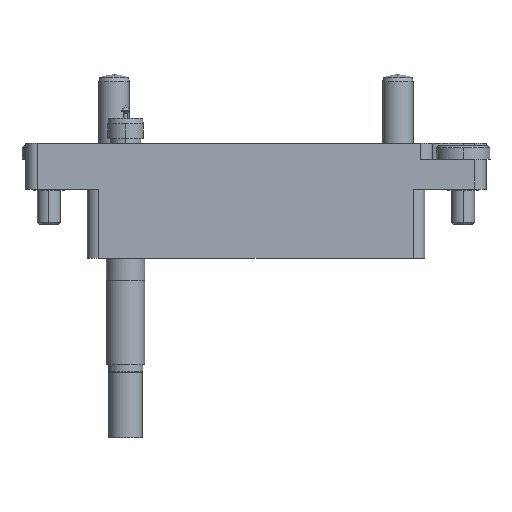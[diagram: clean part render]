
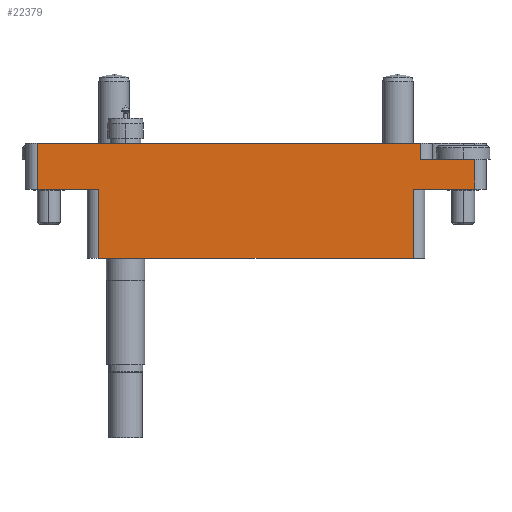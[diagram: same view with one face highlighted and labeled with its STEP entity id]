
A CAD part, left-side view. The second image highlights one B-rep face of the part: STEP entity #22379.
In plain terms, the highlighted face is planar.
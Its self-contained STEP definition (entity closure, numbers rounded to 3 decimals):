
#71 = CARTESIAN_POINT ( 'NONE',  ( -28.5, 0., 14.35 ) ) ;
#229 = DIRECTION ( 'NONE',  ( 0., -1., 0. ) ) ;
#289 = ORIENTED_EDGE ( 'NONE', *, *, #352, .F. ) ;
#293 = CARTESIAN_POINT ( 'NONE',  ( 28.5, 3.9, 14.35 ) ) ;
#352 = EDGE_CURVE ( 'NONE', #5684, #6861, #2794, .T. ) ;
#1886 = ORIENTED_EDGE ( 'NONE', *, *, #7633, .T. ) ;
#1959 = CARTESIAN_POINT ( 'NONE',  ( 20.5, 0., 14.35 ) ) ;
#2072 = LINE ( 'NONE', #1959, #4950 ) ;
#2112 = CARTESIAN_POINT ( 'NONE',  ( -28.5, 6., 14.35 ) ) ;
#2794 = LINE ( 'NONE', #14999, #8327 ) ;
#3174 = CARTESIAN_POINT ( 'NONE',  ( -30., 0., 14.35 ) ) ;
#3274 = CARTESIAN_POINT ( 'NONE',  ( -30., 6., 14.35 ) ) ;
#3389 = VERTEX_POINT ( 'NONE', #20293 ) ;
#3573 = DIRECTION ( 'NONE',  ( 0., 1., 0. ) ) ;
#3717 = CARTESIAN_POINT ( 'NONE',  ( -28.5, 0., 14.35 ) ) ;
#3729 = PLANE ( 'NONE',  #8688 ) ;
#4109 = VECTOR ( 'NONE', #12838, 1000. ) ;
#4311 = VERTEX_POINT ( 'NONE', #15649 ) ;
#4797 = VECTOR ( 'NONE', #7064, 1000. ) ;
#4906 = LINE ( 'NONE', #3274, #21699 ) ;
#4950 = VECTOR ( 'NONE', #16488, 1000. ) ;
#4992 = DIRECTION ( 'NONE',  ( 1., 0., 0. ) ) ;
#5532 = LINE ( 'NONE', #293, #4797 ) ;
#5684 = VERTEX_POINT ( 'NONE', #12573 ) ;
#6193 = CARTESIAN_POINT ( 'NONE',  ( 28.5, 0., 14.35 ) ) ;
#6239 = CARTESIAN_POINT ( 'NONE',  ( 20.5, -9., 14.35 ) ) ;
#6303 = ORIENTED_EDGE ( 'NONE', *, *, #7586, .T. ) ;
#6561 = FACE_OUTER_BOUND ( 'NONE', #12007, .T. ) ;
#6721 = VERTEX_POINT ( 'NONE', #9802 ) ;
#6728 = EDGE_CURVE ( 'NONE', #13344, #10838, #16941, .T. ) ;
#6752 = CARTESIAN_POINT ( 'NONE',  ( 30., 3.9, 14.35 ) ) ;
#6861 = VERTEX_POINT ( 'NONE', #71 ) ;
#7064 = DIRECTION ( 'NONE',  ( 0., 1., 0. ) ) ;
#7358 = EDGE_CURVE ( 'NONE', #19278, #6861, #22807, .T. ) ;
#7361 = DIRECTION ( 'NONE',  ( -1., 0., 0. ) ) ;
#7442 = ORIENTED_EDGE ( 'NONE', *, *, #21750, .F. ) ;
#7586 = EDGE_CURVE ( 'NONE', #6721, #12036, #16001, .T. ) ;
#7633 = EDGE_CURVE ( 'NONE', #5684, #3389, #11306, .T. ) ;
#8327 = VECTOR ( 'NONE', #9958, 1000. ) ;
#8401 = LINE ( 'NONE', #6752, #14273 ) ;
#8688 = AXIS2_PLACEMENT_3D ( 'NONE', #3174, #13725, #7361 ) ;
#9289 = ORIENTED_EDGE ( 'NONE', *, *, #18317, .T. ) ;
#9802 = CARTESIAN_POINT ( 'NONE',  ( 21.5, 3.9, 14.35 ) ) ;
#9958 = DIRECTION ( 'NONE',  ( -1., 0., 0. ) ) ;
#10211 = VECTOR ( 'NONE', #13710, 1000. ) ;
#10478 = VECTOR ( 'NONE', #229, 1000. ) ;
#10484 = EDGE_CURVE ( 'NONE', #16844, #3389, #19208, .T. ) ;
#10813 = VECTOR ( 'NONE', #13428, 1000. ) ;
#10838 = VERTEX_POINT ( 'NONE', #22425 ) ;
#11306 = LINE ( 'NONE', #20073, #4109 ) ;
#11558 = ORIENTED_EDGE ( 'NONE', *, *, #6728, .F. ) ;
#12007 = EDGE_LOOP ( 'NONE', ( #17731, #12257, #11558, #9289, #7442, #6303, #12121, #19977, #289, #1886 ) ) ;
#12036 = VERTEX_POINT ( 'NONE', #14274 ) ;
#12121 = ORIENTED_EDGE ( 'NONE', *, *, #21461, .F. ) ;
#12257 = ORIENTED_EDGE ( 'NONE', *, *, #23016, .T. ) ;
#12573 = CARTESIAN_POINT ( 'NONE',  ( -20.5, 0., 14.35 ) ) ;
#12838 = DIRECTION ( 'NONE',  ( 0., -1., 0. ) ) ;
#13344 = VERTEX_POINT ( 'NONE', #6193 ) ;
#13428 = DIRECTION ( 'NONE',  ( -1., 0., 0. ) ) ;
#13477 = CARTESIAN_POINT ( 'NONE',  ( -22., -9., 14.35 ) ) ;
#13710 = DIRECTION ( 'NONE',  ( -1., 0., 0. ) ) ;
#13725 = DIRECTION ( 'NONE',  ( 0., 0., -1. ) ) ;
#13824 = VECTOR ( 'NONE', #3573, 1000. ) ;
#14273 = VECTOR ( 'NONE', #4992, 1000. ) ;
#14274 = CARTESIAN_POINT ( 'NONE',  ( 21.5, 6., 14.35 ) ) ;
#14999 = CARTESIAN_POINT ( 'NONE',  ( 30., 0., 14.35 ) ) ;
#15649 = CARTESIAN_POINT ( 'NONE',  ( 28.5, 3.9, 14.35 ) ) ;
#15820 = DIRECTION ( 'NONE',  ( 1., 0., 0. ) ) ;
#16001 = LINE ( 'NONE', #17988, #13824 ) ;
#16488 = DIRECTION ( 'NONE',  ( 0., 1., 0. ) ) ;
#16844 = VERTEX_POINT ( 'NONE', #6239 ) ;
#16941 = LINE ( 'NONE', #22282, #10813 ) ;
#17731 = ORIENTED_EDGE ( 'NONE', *, *, #10484, .F. ) ;
#17988 = CARTESIAN_POINT ( 'NONE',  ( 21.5, 0., 14.35 ) ) ;
#18317 = EDGE_CURVE ( 'NONE', #13344, #4311, #5532, .T. ) ;
#19208 = LINE ( 'NONE', #13477, #10211 ) ;
#19278 = VERTEX_POINT ( 'NONE', #2112 ) ;
#19977 = ORIENTED_EDGE ( 'NONE', *, *, #7358, .T. ) ;
#20073 = CARTESIAN_POINT ( 'NONE',  ( -20.5, 0., 14.35 ) ) ;
#20293 = CARTESIAN_POINT ( 'NONE',  ( -20.5, -9., 14.35 ) ) ;
#21461 = EDGE_CURVE ( 'NONE', #19278, #12036, #4906, .T. ) ;
#21699 = VECTOR ( 'NONE', #15820, 1000. ) ;
#21750 = EDGE_CURVE ( 'NONE', #6721, #4311, #8401, .T. ) ;
#22282 = CARTESIAN_POINT ( 'NONE',  ( 30., 0., 14.35 ) ) ;
#22379 = ADVANCED_FACE ( 'NONE', ( #6561 ), #3729, .F. ) ;
#22425 = CARTESIAN_POINT ( 'NONE',  ( 20.5, 0., 14.35 ) ) ;
#22807 = LINE ( 'NONE', #3717, #10478 ) ;
#23016 = EDGE_CURVE ( 'NONE', #16844, #10838, #2072, .T. ) ;
